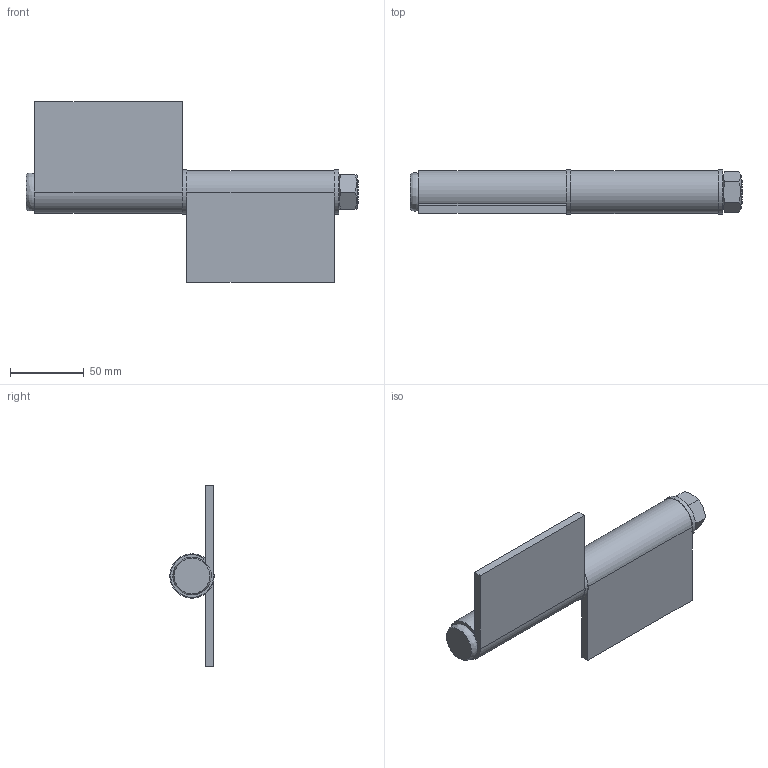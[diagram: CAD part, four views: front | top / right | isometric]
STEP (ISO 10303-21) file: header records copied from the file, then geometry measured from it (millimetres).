
FILE_DESCRIPTION(/* description */ (''),/* implementation_level */ '2;1');
FILE_NAME(/* name */ 'DR_HBTN8-B-1.stp',/* time_stamp */ '2023-05-02T17:20:01+09:00',/* author */ ('user'),/* organization */ (''),/* preprocessor_version */ 'ST-DEVELOPER v15.6',/* originating_system */ 'Autodesk Inventor 2015',/* authorisation */ '');
FILE_SCHEMA (('AUTOMOTIVE_DESIGN { 1 0 10303 214 3 1 1 }'));
Length unit declared in the file: millimetre
Products named in the file (5): DR_HBTN8-B-1-P; DR_HBTN8-B-1; DR_HBTN8-B-1-N; DR_HBTN8-B-1-W
Bounding box: 225 x 30 x 122 mm (x, y, z)
Volume: 189015.6 mm3; surface area: 71583.2 mm2
Topology: 6 solids, 6 shells, 40 faces, 82 edges, 55 vertices
Faces by surface type: plane 27, cylinder 10, cone 2, bspline 1
Full cylindrical faces by diameter (mm): 16 x2, 17 x2, 30 x2
Entity records: 900 total; most frequent: CARTESIAN_POINT 224, DIRECTION 128, ORIENTED_EDGE 98, AXIS2_PLACEMENT_3D 54, EDGE_CURVE 49, EDGE_LOOP 39, VERTEX_POINT 36, FACE_OUTER_BOUND 28
